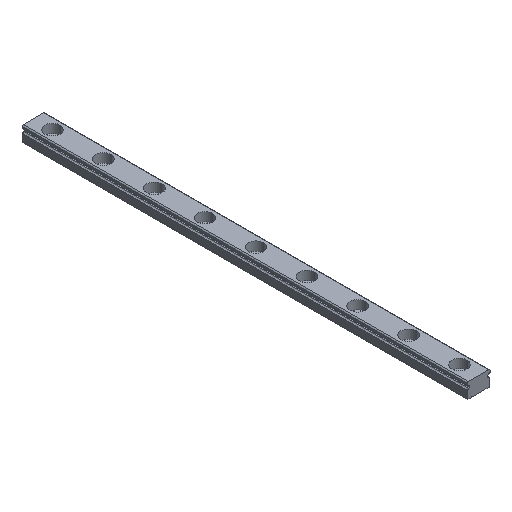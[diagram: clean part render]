
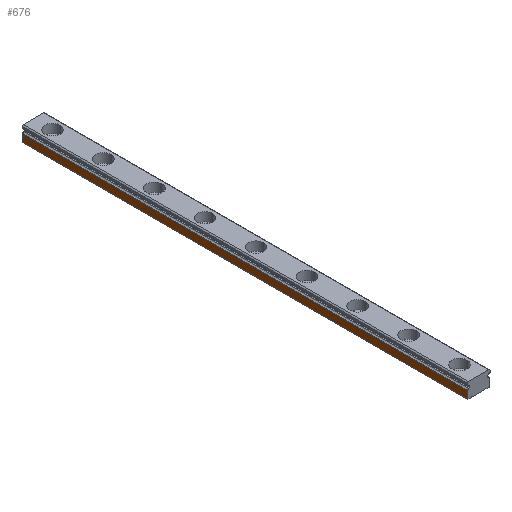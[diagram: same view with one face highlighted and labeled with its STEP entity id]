
A CAD part, isometric view. The second image highlights one B-rep face of the part: STEP entity #676.
In plain terms, the highlighted planar face has unit normal (-1, 0, 0).
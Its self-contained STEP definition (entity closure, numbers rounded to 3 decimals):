
#21 = ORIENTED_EDGE ( 'NONE', *, *, #2036, .F. ) ;
#66 = CARTESIAN_POINT ( 'NONE',  ( -4.5, -87.5, 3.214 ) ) ;
#106 = VECTOR ( 'NONE', #2047, 1000. ) ;
#122 = LINE ( 'NONE', #849, #2112 ) ;
#330 = VERTEX_POINT ( 'NONE', #1947 ) ;
#441 = CARTESIAN_POINT ( 'NONE',  ( -4.5, 87.5, 0.323 ) ) ;
#451 = DIRECTION ( 'NONE',  ( 0., 0., 1. ) ) ;
#513 = LINE ( 'NONE', #1560, #1563 ) ;
#629 = CARTESIAN_POINT ( 'NONE',  ( -4.5, 87.5, 3.214 ) ) ;
#634 = CARTESIAN_POINT ( 'NONE',  ( -4.5, -87.5, 3.214 ) ) ;
#658 = CARTESIAN_POINT ( 'NONE',  ( -4.5, -87.5, 3.214 ) ) ;
#667 = LINE ( 'NONE', #658, #106 ) ;
#676 = ADVANCED_FACE ( 'NONE', ( #1988 ), #938, .T. ) ;
#678 = DIRECTION ( 'NONE',  ( 0., 1., 0. ) ) ;
#772 = DIRECTION ( 'NONE',  ( -1., 0., 0. ) ) ;
#849 = CARTESIAN_POINT ( 'NONE',  ( -4.5, -87.5, 0.323 ) ) ;
#873 = EDGE_CURVE ( 'NONE', #1586, #1800, #122, .T. ) ;
#927 = ORIENTED_EDGE ( 'NONE', *, *, #873, .F. ) ;
#930 = EDGE_CURVE ( 'NONE', #330, #2092, #667, .T. ) ;
#938 = PLANE ( 'NONE',  #1228 ) ;
#1016 = ORIENTED_EDGE ( 'NONE', *, *, #930, .T. ) ;
#1024 = EDGE_CURVE ( 'NONE', #1586, #330, #1124, .T. ) ;
#1124 = LINE ( 'NONE', #634, #1866 ) ;
#1147 = ORIENTED_EDGE ( 'NONE', *, *, #1024, .T. ) ;
#1228 = AXIS2_PLACEMENT_3D ( 'NONE', #66, #772, #2170 ) ;
#1365 = CARTESIAN_POINT ( 'NONE',  ( -4.5, -87.5, 0.323 ) ) ;
#1424 = DIRECTION ( 'NONE',  ( 0., 0., 1. ) ) ;
#1433 = EDGE_LOOP ( 'NONE', ( #21, #927, #1147, #1016 ) ) ;
#1560 = CARTESIAN_POINT ( 'NONE',  ( -4.5, 87.5, 3.214 ) ) ;
#1563 = VECTOR ( 'NONE', #1424, 1000. ) ;
#1586 = VERTEX_POINT ( 'NONE', #1365 ) ;
#1800 = VERTEX_POINT ( 'NONE', #441 ) ;
#1866 = VECTOR ( 'NONE', #451, 1000. ) ;
#1947 = CARTESIAN_POINT ( 'NONE',  ( -4.5, -87.5, 3.214 ) ) ;
#1988 = FACE_OUTER_BOUND ( 'NONE', #1433, .T. ) ;
#2036 = EDGE_CURVE ( 'NONE', #1800, #2092, #513, .T. ) ;
#2047 = DIRECTION ( 'NONE',  ( 0., 1., 0. ) ) ;
#2092 = VERTEX_POINT ( 'NONE', #629 ) ;
#2112 = VECTOR ( 'NONE', #678, 1000. ) ;
#2170 = DIRECTION ( 'NONE',  ( 0., 0., 1. ) ) ;
